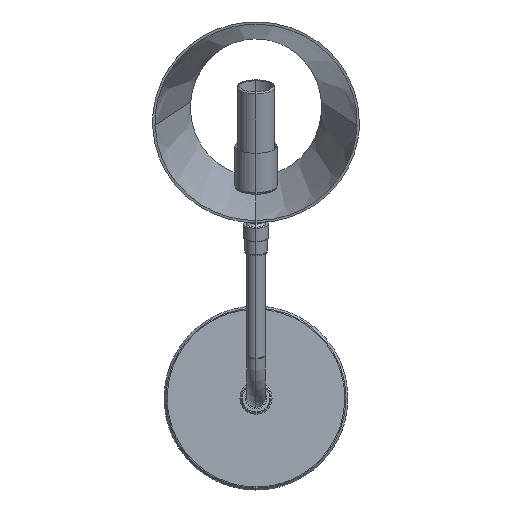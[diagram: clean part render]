
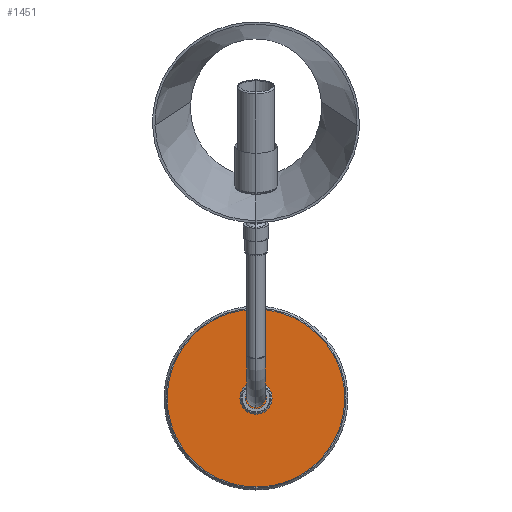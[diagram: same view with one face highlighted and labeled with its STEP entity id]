
A CAD part, front view. The second image highlights one B-rep face of the part: STEP entity #1451.
In plain terms, the highlighted planar face has unit normal (0, -1, 0).
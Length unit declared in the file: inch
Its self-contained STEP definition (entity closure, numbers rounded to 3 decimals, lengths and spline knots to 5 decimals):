
#32 = CARTESIAN_POINT ( 'NONE',  ( 4.83229, -0.25, 2.41614 ) ) ;
#103 = AXIS2_PLACEMENT_3D ( 'NONE', #285, #1290, #3007 ) ;
#166 = EDGE_LOOP ( 'NONE', ( #313, #1501 ) ) ;
#282 = CARTESIAN_POINT ( 'NONE',  ( 4.83229, -0.25, -2.41614 ) ) ;
#285 = CARTESIAN_POINT ( 'NONE',  ( 2.44514, -0.25, -2.44514 ) ) ;
#304 = CARTESIAN_POINT ( 'NONE',  ( 0., -0.25, -2.41614 ) ) ;
#313 = ORIENTED_EDGE ( 'NONE', *, *, #1710, .F. ) ;
#1043 = CARTESIAN_POINT ( 'NONE',  ( -4.83229, -0.25, 2.41614 ) ) ;
#1290 = DIRECTION ( 'NONE',  ( 0., -1., 0. ) ) ;
#1310 = PLANE ( 'NONE',  #103 ) ;
#1438 = EDGE_CURVE ( 'NONE', #2970, #1583, #1943, .T. ) ;
#1451 = ADVANCED_FACE ( 'NONE', ( #2274 ), #1310, .T. ) ;
#1501 = ORIENTED_EDGE ( 'NONE', *, *, #1438, .F. ) ;
#1520 = CARTESIAN_POINT ( 'NONE',  ( -4.83229, -0.25, -2.41614 ) ) ;
#1583 = VERTEX_POINT ( 'NONE', #2791 ) ;
#1710 = EDGE_CURVE ( 'NONE', #1583, #2970, #2880, .T. ) ;
#1943 =( BOUNDED_CURVE ( )  B_SPLINE_CURVE ( 3, ( #304, #1520, #1043, #2244 ),
 .UNSPECIFIED., .F., .F. ) 
 B_SPLINE_CURVE_WITH_KNOTS ( ( 4, 4 ),
 ( 0., 1. ),
 .UNSPECIFIED. ) 
 CURVE ( )  GEOMETRIC_REPRESENTATION_ITEM ( )  RATIONAL_B_SPLINE_CURVE ( ( 0.979, 0.326, 0.326, 0.979 ) ) 
 REPRESENTATION_ITEM ( '' )  );
#2206 = CARTESIAN_POINT ( 'NONE',  ( 0., -0.25, 2.41614 ) ) ;
#2244 = CARTESIAN_POINT ( 'NONE',  ( 0., -0.25, 2.41614 ) ) ;
#2274 = FACE_OUTER_BOUND ( 'NONE', #166, .T. ) ;
#2355 = CARTESIAN_POINT ( 'NONE',  ( 0., -0.25, -2.41614 ) ) ;
#2791 = CARTESIAN_POINT ( 'NONE',  ( 0., -0.25, 2.41614 ) ) ;
#2880 =( BOUNDED_CURVE ( )  B_SPLINE_CURVE ( 3, ( #2206, #32, #282, #2950 ),
 .UNSPECIFIED., .F., .F. ) 
 B_SPLINE_CURVE_WITH_KNOTS ( ( 4, 4 ),
 ( 0., 1. ),
 .UNSPECIFIED. ) 
 CURVE ( )  GEOMETRIC_REPRESENTATION_ITEM ( )  RATIONAL_B_SPLINE_CURVE ( ( 0.979, 0.326, 0.326, 0.979 ) ) 
 REPRESENTATION_ITEM ( '' )  );
#2950 = CARTESIAN_POINT ( 'NONE',  ( 0., -0.25, -2.41614 ) ) ;
#2970 = VERTEX_POINT ( 'NONE', #2355 ) ;
#3007 = DIRECTION ( 'NONE',  ( 0., 0., 1. ) ) ;
